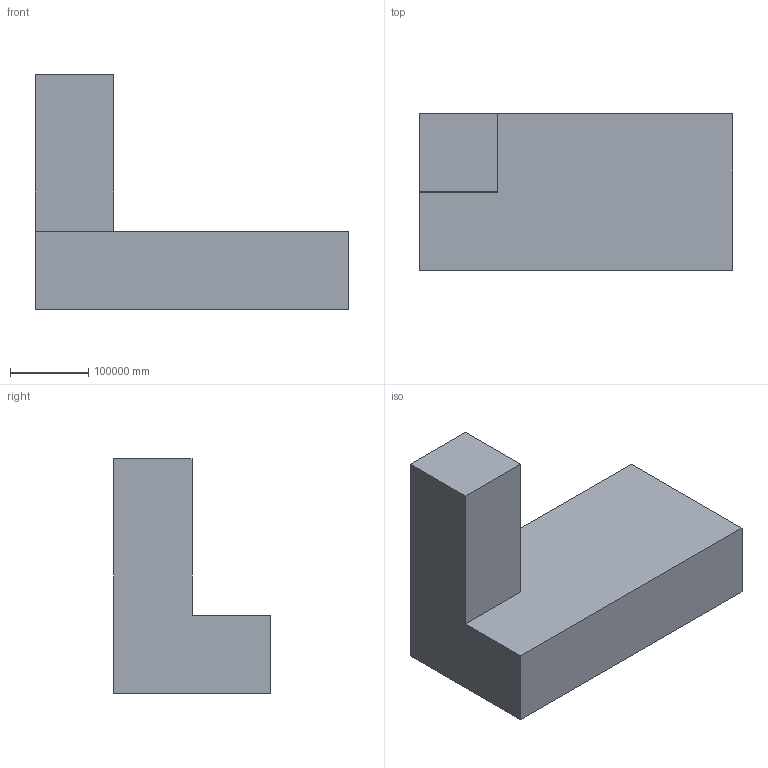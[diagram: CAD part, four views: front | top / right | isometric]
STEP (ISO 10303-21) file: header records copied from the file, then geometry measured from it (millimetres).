
FILE_DESCRIPTION(('STEP AP214'),'1');
FILE_NAME('test_input2_1s2s.stp','2019-08-05T09:41:31',(' '),(' '),'Spatial InterOp 3D',' ',' ');
FILE_SCHEMA(('AUTOMOTIVE_DESIGN { 1 0 10303 214 1 1 1 1 }'));
Length unit declared in the file: metre
Products named in the file (2): test_input2_1s2s; Component1
Assembly tree (1 placements, depth 2):
  test_input2_1s2s
    Component1
Bounding box: 400000 x 200000 x 300000 mm (x, y, z)
Volume: 9999999999999998 mm3; surface area: 360000000000 mm2
Topology: 1 solids, 1 shells, 9 faces, 21 edges, 14 vertices
Faces by surface type: plane 9
Entity records: 307 total; most frequent: CARTESIAN_POINT 46, DIRECTION 43, ORIENTED_EDGE 42, EDGE_CURVE 21, LINE 21, VECTOR 21, VERTEX_POINT 14, AXIS2_PLACEMENT_3D 11
